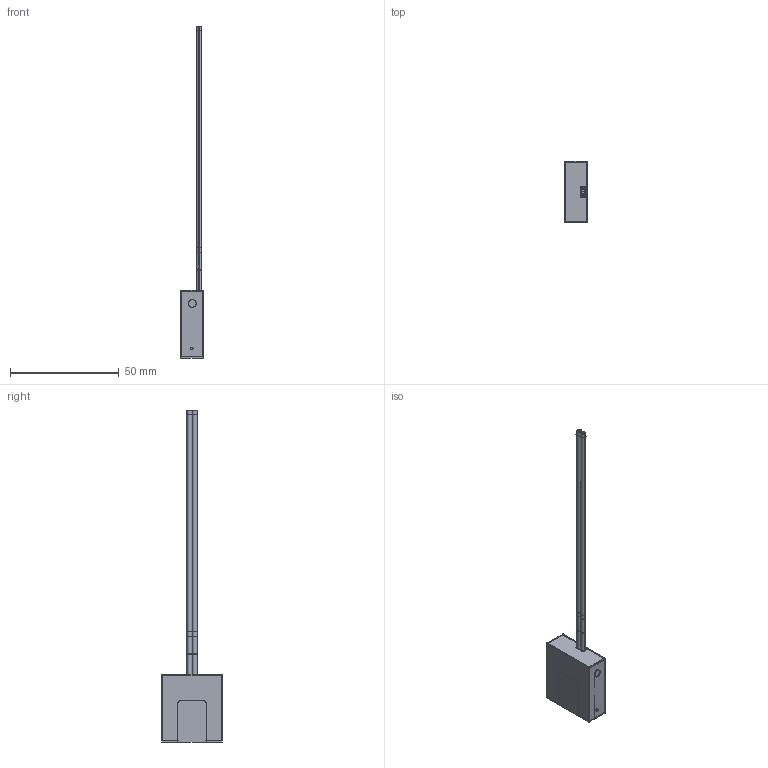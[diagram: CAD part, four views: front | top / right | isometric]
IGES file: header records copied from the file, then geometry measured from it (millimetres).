
Start section:  PTC IGES file: 193970.igs
Global section: file name: 193970.igs; native system: Creo Parametric by Parametric Technology Corporation; preprocessor: 2013230; author: pdmadmin; organization: Unknown; date: 20160309.123924; units: millimetre
Bounding box: 10.3 x 28 x 152.6 mm (x, y, z)
Volume: 6276.6 mm3; surface area: 36461.3 mm2
Topology: 6 solids, 8 shells, 204 faces, 1044 edges, 1344 vertices
Faces by surface type: revolution 104, bspline 100
